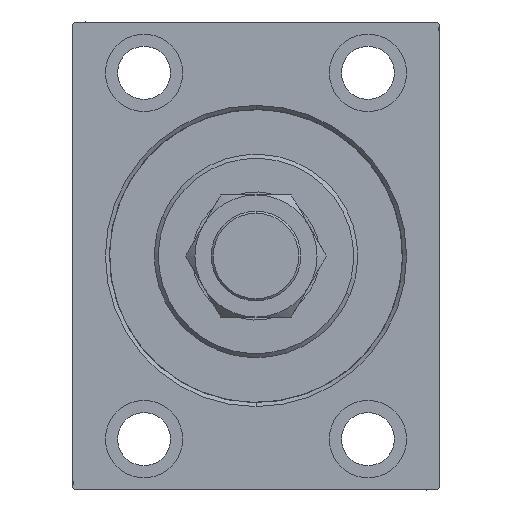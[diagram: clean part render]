
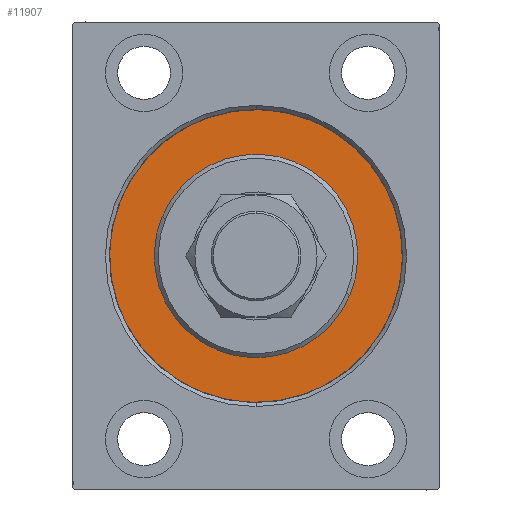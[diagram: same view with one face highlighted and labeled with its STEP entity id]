
A CAD part, left-side view. The second image highlights one B-rep face of the part: STEP entity #11907.
In plain terms, the highlighted face is planar.
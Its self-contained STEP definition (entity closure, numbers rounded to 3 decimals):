
#145 = ORIENTED_EDGE ( 'NONE', *, *, #13320, .F. ) ;
#432 = DIRECTION ( 'NONE',  ( 1., 0., 0. ) ) ;
#596 = FACE_BOUND ( 'NONE', #37120, .T. ) ;
#2100 = EDGE_CURVE ( 'NONE', #8199, #5180, #31940, .T. ) ;
#2547 = CARTESIAN_POINT ( 'NONE',  ( 0., 0., 36. ) ) ;
#2967 = CARTESIAN_POINT ( 'NONE',  ( 0., 0., 0. ) ) ;
#4125 = ORIENTED_EDGE ( 'NONE', *, *, #2100, .F. ) ;
#4295 = CARTESIAN_POINT ( 'NONE',  ( 0., 0., 0. ) ) ;
#4841 = CIRCLE ( 'NONE', #10721, 25. ) ;
#4979 = FACE_OUTER_BOUND ( 'NONE', #5390, .T. ) ;
#5180 = VERTEX_POINT ( 'NONE', #38249 ) ;
#5390 = EDGE_LOOP ( 'NONE', ( #29204, #4125 ) ) ;
#5710 = CIRCLE ( 'NONE', #18947, 25. ) ;
#7959 = EDGE_CURVE ( 'NONE', #18254, #8046, #4841, .T. ) ;
#8046 = VERTEX_POINT ( 'NONE', #14338 ) ;
#8066 = DIRECTION ( 'NONE',  ( 0., 0., 1. ) ) ;
#8199 = VERTEX_POINT ( 'NONE', #2547 ) ;
#10721 = AXIS2_PLACEMENT_3D ( 'NONE', #27276, #34397, #20585 ) ;
#11501 = ORIENTED_EDGE ( 'NONE', *, *, #7959, .F. ) ;
#11530 = CARTESIAN_POINT ( 'NONE',  ( 0., 0., 0. ) ) ;
#11884 = DIRECTION ( 'NONE',  ( 0., 0., 1. ) ) ;
#11907 = ADVANCED_FACE ( 'NONE', ( #596, #4979 ), #14674, .F. ) ;
#13119 = DIRECTION ( 'NONE',  ( 0., 0., 1. ) ) ;
#13320 = EDGE_CURVE ( 'NONE', #8046, #18254, #5710, .T. ) ;
#13471 = AXIS2_PLACEMENT_3D ( 'NONE', #11530, #29495, #8066 ) ;
#14338 = CARTESIAN_POINT ( 'NONE',  ( 0., 0., 25. ) ) ;
#14674 = PLANE ( 'NONE',  #43224 ) ;
#18254 = VERTEX_POINT ( 'NONE', #19356 ) ;
#18947 = AXIS2_PLACEMENT_3D ( 'NONE', #25346, #432, #39387 ) ;
#19356 = CARTESIAN_POINT ( 'NONE',  ( 0., 0., -25. ) ) ;
#20585 = DIRECTION ( 'NONE',  ( 0., 0., -1. ) ) ;
#25346 = CARTESIAN_POINT ( 'NONE',  ( 0., 0., 0. ) ) ;
#27276 = CARTESIAN_POINT ( 'NONE',  ( 0., 0., 0. ) ) ;
#28733 = DIRECTION ( 'NONE',  ( -1., 0., 0. ) ) ;
#29204 = ORIENTED_EDGE ( 'NONE', *, *, #36925, .F. ) ;
#29495 = DIRECTION ( 'NONE',  ( -1., 0., 0. ) ) ;
#31940 = CIRCLE ( 'NONE', #43723, 36. ) ;
#34397 = DIRECTION ( 'NONE',  ( 1., 0., 0. ) ) ;
#36925 = EDGE_CURVE ( 'NONE', #5180, #8199, #39213, .T. ) ;
#37120 = EDGE_LOOP ( 'NONE', ( #145, #11501 ) ) ;
#38249 = CARTESIAN_POINT ( 'NONE',  ( 0., 0., -36. ) ) ;
#39213 = CIRCLE ( 'NONE', #13471, 36. ) ;
#39387 = DIRECTION ( 'NONE',  ( 0., 0., -1. ) ) ;
#43224 = AXIS2_PLACEMENT_3D ( 'NONE', #4295, #28733, #11884 ) ;
#43723 = AXIS2_PLACEMENT_3D ( 'NONE', #2967, #45376, #13119 ) ;
#45376 = DIRECTION ( 'NONE',  ( -1., 0., 0. ) ) ;
